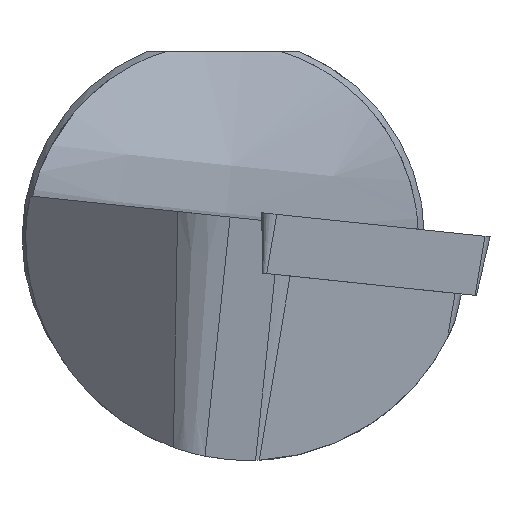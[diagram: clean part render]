
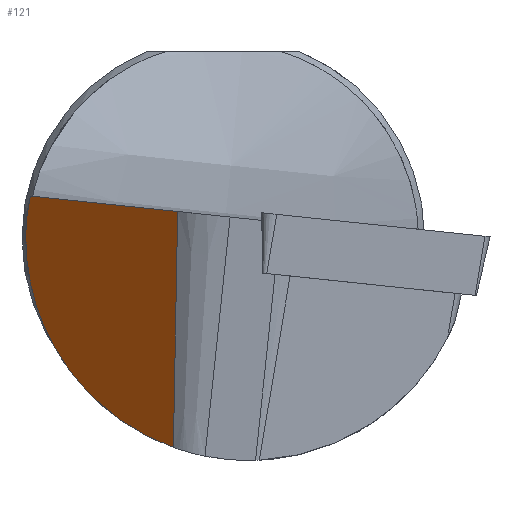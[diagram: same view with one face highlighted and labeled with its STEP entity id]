
A CAD part, left-side view. The second image highlights one B-rep face of the part: STEP entity #121.
In plain terms, the highlighted planar face has unit normal (-0.702, 0.711, -0.048).
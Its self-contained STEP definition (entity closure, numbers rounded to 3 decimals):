
#121=ADVANCED_FACE('',(#175),#154,.T.);
#154=PLANE('',#690);
#175=FACE_OUTER_BOUND('',#210,.T.);
#210=EDGE_LOOP('',(#288,#289,#290,#291));
#243=ELLIPSE('',#688,11.185,7.85);
#244=ELLIPSE('',#689,12.61,8.85);
#288=ORIENTED_EDGE('',*,*,#514,.F.);
#289=ORIENTED_EDGE('',*,*,#526,.T.);
#290=ORIENTED_EDGE('',*,*,#527,.T.);
#291=ORIENTED_EDGE('',*,*,#528,.F.);
#452=VERTEX_POINT('',#961);
#453=VERTEX_POINT('',#963);
#458=VERTEX_POINT('',#1044);
#459=VERTEX_POINT('',#1046);
#514=EDGE_CURVE('',#452,#453,#599,.T.);
#526=EDGE_CURVE('',#452,#458,#243,.T.);
#527=EDGE_CURVE('',#458,#459,#244,.T.);
#528=EDGE_CURVE('',#453,#459,#601,.T.);
#599=LINE('',#962,#643);
#601=LINE('',#1047,#645);
#643=VECTOR('',#768,1.);
#645=VECTOR('',#790,1.);
#688=AXIS2_PLACEMENT_3D('',#1043,#786,#787);
#689=AXIS2_PLACEMENT_3D('',#1045,#788,#789);
#690=AXIS2_PLACEMENT_3D('',#1048,#791,#792);
#768=DIRECTION('',(-0.707,-0.703,-0.074));
#786=DIRECTION('',(-0.702,0.711,-0.048));
#787=DIRECTION('',(0.712,0.7,-0.047));
#788=DIRECTION('',(-0.702,0.711,-0.048));
#789=DIRECTION('',(0.712,0.7,-0.047));
#790=DIRECTION('',(0.086,0.018,-0.996));
#791=DIRECTION('',(-0.702,0.711,-0.048));
#792=DIRECTION('',(-0.712,-0.703,0.));
#961=CARTESIAN_POINT('',(7.596,7.672,1.661));
#962=CARTESIAN_POINT('',(2.176,2.282,1.094));
#963=CARTESIAN_POINT('',(1.705,1.814,1.045));
#1043=CARTESIAN_POINT('',(-0.061,0.,0.));
#1044=CARTESIAN_POINT('',(7.889,7.85,0.));
#1045=CARTESIAN_POINT('',(-1.073,-1.,0.));
#1046=CARTESIAN_POINT('',(2.516,1.983,-8.332));
#1047=CARTESIAN_POINT('',(1.679,1.808,1.346));
#1048=CARTESIAN_POINT('',(2.15,2.276,1.395));
